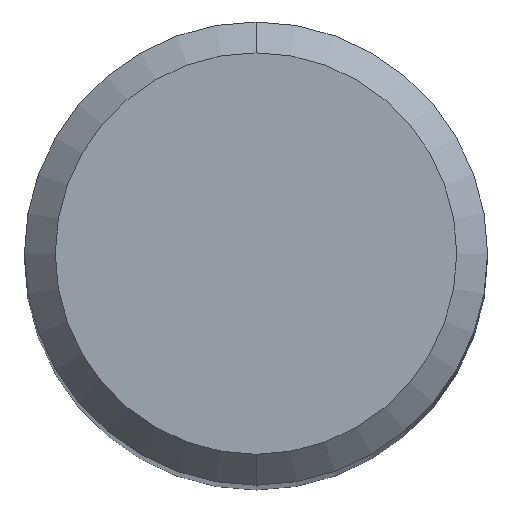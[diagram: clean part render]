
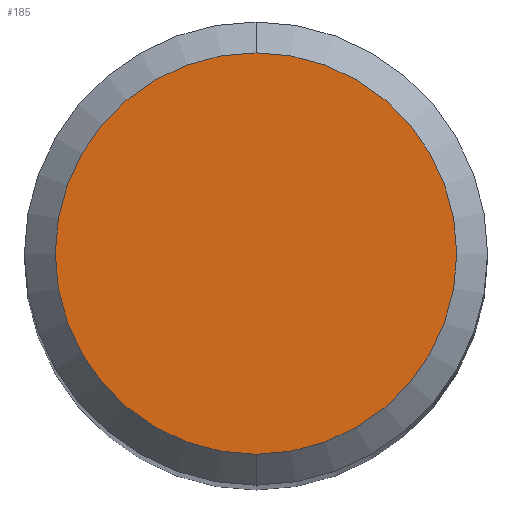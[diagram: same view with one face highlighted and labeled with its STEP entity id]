
A CAD part, top view. The second image highlights one B-rep face of the part: STEP entity #185.
In plain terms, the highlighted planar face has unit normal (0, 0, 1).
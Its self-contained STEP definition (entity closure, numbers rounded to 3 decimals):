
#115=VERTEX_POINT('',#265);
#117=EDGE_CURVE('',#159,#115,#267,.T.);
#159=VERTEX_POINT('',#315);
#185=ADVANCED_FACE('',(#343),#344,.T.);
#219=EDGE_CURVE('',#115,#159,#380,.T.);
#265=CARTESIAN_POINT('',(0.0,2.6,0.0));
#267=CIRCLE('',#428,2.6);
#315=CARTESIAN_POINT('',(0.,-2.6,0.0));
#343=FACE_OUTER_BOUND('',#521,.T.);
#344=PLANE('',#522);
#380=CIRCLE('',#570,2.6);
#428=AXIS2_PLACEMENT_3D('',#611,#612,#613);
#521=EDGE_LOOP('',(#705,#706));
#522=AXIS2_PLACEMENT_3D('',#707,#708,#709);
#570=AXIS2_PLACEMENT_3D('',#750,#751,#752);
#611=CARTESIAN_POINT('',(0.0,0.0,0.0));
#612=DIRECTION('',(0.0,0.0,-1.0));
#613=DIRECTION('',(0.0,1.0,0.0));
#705=ORIENTED_EDGE('',*,*,#219,.F.);
#706=ORIENTED_EDGE('',*,*,#117,.F.);
#707=CARTESIAN_POINT('',(0.0,1.3,0.0));
#708=DIRECTION('',(-0.0,0.0,1.0));
#709=DIRECTION('',(0.0,-1.0,0.0));
#750=CARTESIAN_POINT('',(0.0,0.0,0.0));
#751=DIRECTION('',(0.0,0.0,-1.0));
#752=DIRECTION('',(0.0,1.0,0.0));
